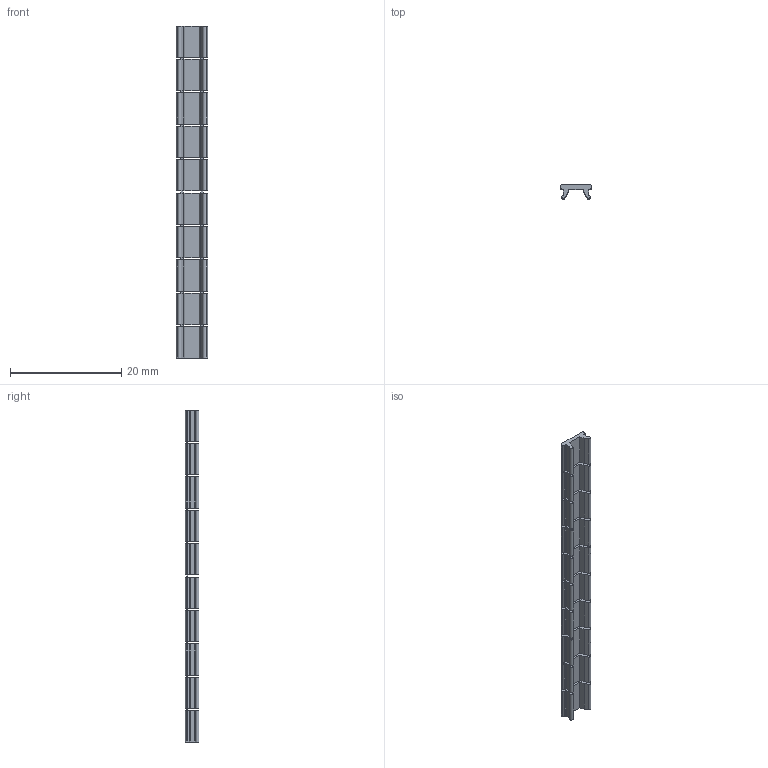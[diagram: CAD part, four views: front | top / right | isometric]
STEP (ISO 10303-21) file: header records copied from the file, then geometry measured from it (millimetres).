
FILE_DESCRIPTION((''),'2;1');
FILE_NAME('KB66','2023-10-23T',('Administrator'),(''),'PRO/ENGINEER BY PARAMETRIC TECHNOLOGY CORPORATION, 2013230','PRO/ENGINEER BY PARAMETRIC TECHNOLOGY CORPORATION, 2013230','');
FILE_SCHEMA(('CONFIG_CONTROL_DESIGN'));
Length unit declared in the file: millimetre
Products named in the file (1): KB66
Bounding box: 5.6 x 2.5 x 59.6 mm (x, y, z)
Volume: 380.2 mm3; surface area: 1167.6 mm2
Topology: 1 solids, 1 shells, 312 faces, 876 edges, 584 vertices
Faces by surface type: plane 212, cylinder 100
Entity records: 10114 total; most frequent: CARTESIAN_POINT 1772, ORIENTED_EDGE 1752, DIRECTION 1700, EDGE_CURVE 876, VECTOR 676, LINE 676, VERTEX_POINT 584, AXIS2_PLACEMENT_3D 512
